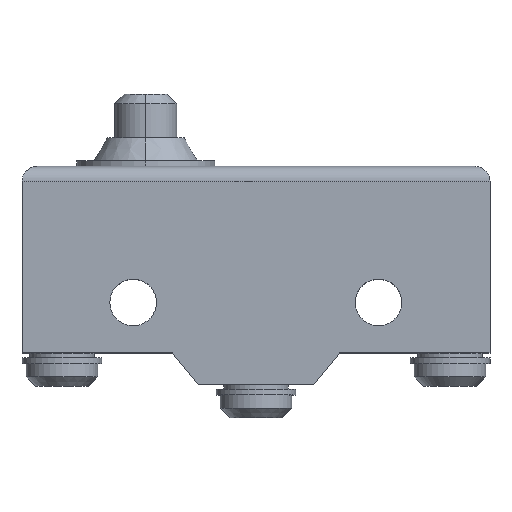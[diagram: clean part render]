
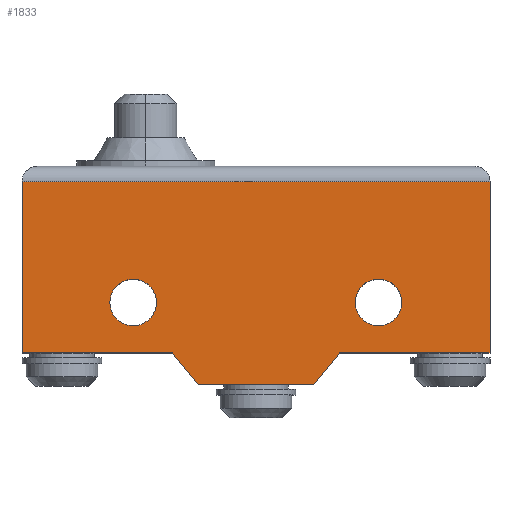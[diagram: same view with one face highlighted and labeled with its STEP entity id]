
A CAD part, top view. The second image highlights one B-rep face of the part: STEP entity #1833.
In plain terms, the highlighted planar face has unit normal (0, 0, 1).
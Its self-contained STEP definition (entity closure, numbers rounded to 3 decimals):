
#1490=CARTESIAN_POINT('',(11.686,7.766,17.5));
#1491=VERTEX_POINT('',#1490);
#1500=CARTESIAN_POINT('',(11.686,2.865,17.5));
#1501=VERTEX_POINT('',#1500);
#1502=CARTESIAN_POINT('',(11.686,5.316,17.5));
#1503=DIRECTION('',(0.0,0.0,1.0));
#1504=DIRECTION('',(0.0,1.0,0.0));
#1505=AXIS2_PLACEMENT_3D('',#1502,#1503,#1504);
#1506=CIRCLE('',#1505,2.45);
#1507=EDGE_CURVE('',#1491,#1501,#1506,.T.);
#1532=CARTESIAN_POINT('',(37.482,2.862,17.5));
#1533=VERTEX_POINT('',#1532);
#1542=CARTESIAN_POINT('',(37.482,7.77,17.5));
#1543=VERTEX_POINT('',#1542);
#1544=CARTESIAN_POINT('',(37.482,5.316,17.5));
#1545=DIRECTION('',(0.0,0.0,1.0));
#1546=DIRECTION('',(0.0,-1.0,0.0));
#1547=AXIS2_PLACEMENT_3D('',#1544,#1545,#1546);
#1548=CIRCLE('',#1547,2.454);
#1549=EDGE_CURVE('',#1533,#1543,#1548,.T.);
#1648=CARTESIAN_POINT('',(0.0,18.029,17.5));
#1649=VERTEX_POINT('',#1648);
#1674=CARTESIAN_POINT('',(49.2,18.029,17.5));
#1675=VERTEX_POINT('',#1674);
#1698=CARTESIAN_POINT('',(49.2,0.,17.5));
#1699=VERTEX_POINT('',#1698);
#1700=CARTESIAN_POINT('',(49.2,18.029,17.5));
#1701=DIRECTION('',(0.0,-1.0,0.0));
#1702=VECTOR('',#1701,18.029);
#1703=LINE('',#1700,#1702);
#1704=EDGE_CURVE('',#1675,#1699,#1703,.T.);
#1731=CARTESIAN_POINT('',(0.0,18.029,17.5));
#1732=DIRECTION('',(1.0,0.0,0.0));
#1733=VECTOR('',#1732,49.2);
#1734=LINE('',#1731,#1733);
#1735=EDGE_CURVE('',#1649,#1675,#1734,.T.);
#1740=CARTESIAN_POINT('',(24.6,9.211,17.5));
#1741=DIRECTION('',(0.0,0.0,1.0));
#1742=DIRECTION('',(1.0,0.0,0.0));
#1743=AXIS2_PLACEMENT_3D('',#1740,#1741,#1742);
#1744=PLANE('',#1743);
#1745=ORIENTED_EDGE('',*,*,#1735,.F.);
#1746=CARTESIAN_POINT('',(0.0,0.0,17.5));
#1747=VERTEX_POINT('',#1746);
#1748=CARTESIAN_POINT('',(0.0,0.0,17.5));
#1749=DIRECTION('',(0.0,1.0,0.0));
#1750=VECTOR('',#1749,18.029);
#1751=LINE('',#1748,#1750);
#1752=EDGE_CURVE('',#1747,#1649,#1751,.T.);
#1753=ORIENTED_EDGE('',*,*,#1752,.F.);
#1754=CARTESIAN_POINT('',(15.817,0.,17.5));
#1755=VERTEX_POINT('',#1754);
#1756=CARTESIAN_POINT('',(15.817,0.,17.5));
#1757=DIRECTION('',(-1.0,0.0,0.0));
#1758=VECTOR('',#1757,15.817);
#1759=LINE('',#1756,#1758);
#1760=EDGE_CURVE('',#1755,#1747,#1759,.T.);
#1761=ORIENTED_EDGE('',*,*,#1760,.F.);
#1762=CARTESIAN_POINT('',(18.528,-3.303,17.5));
#1763=VERTEX_POINT('',#1762);
#1764=CARTESIAN_POINT('',(18.528,-3.303,17.5));
#1765=DIRECTION('',(-0.634,0.773,0.0));
#1766=VECTOR('',#1765,4.273);
#1767=LINE('',#1764,#1766);
#1768=EDGE_CURVE('',#1763,#1755,#1767,.T.);
#1769=ORIENTED_EDGE('',*,*,#1768,.F.);
#1770=CARTESIAN_POINT('',(30.672,-3.303,17.5));
#1771=VERTEX_POINT('',#1770);
#1772=CARTESIAN_POINT('',(30.672,-3.303,17.5));
#1773=DIRECTION('',(-1.0,0.0,0.0));
#1774=VECTOR('',#1773,12.143);
#1775=LINE('',#1772,#1774);
#1776=EDGE_CURVE('',#1771,#1763,#1775,.T.);
#1777=ORIENTED_EDGE('',*,*,#1776,.F.);
#1778=CARTESIAN_POINT('',(33.384,0.,17.5));
#1779=VERTEX_POINT('',#1778);
#1780=CARTESIAN_POINT('',(33.384,0.,17.5));
#1781=DIRECTION('',(-0.635,-0.773,0.0));
#1782=VECTOR('',#1781,4.274);
#1783=LINE('',#1780,#1782);
#1784=EDGE_CURVE('',#1779,#1771,#1783,.T.);
#1785=ORIENTED_EDGE('',*,*,#1784,.F.);
#1786=CARTESIAN_POINT('',(49.2,0.,17.5));
#1787=DIRECTION('',(-1.0,0.0,0.0));
#1788=VECTOR('',#1787,15.816);
#1789=LINE('',#1786,#1788);
#1790=EDGE_CURVE('',#1699,#1779,#1789,.T.);
#1791=ORIENTED_EDGE('',*,*,#1790,.F.);
#1792=ORIENTED_EDGE('',*,*,#1704,.F.);
#1793=EDGE_LOOP('',(#1745,#1753,#1761,#1769,#1777,#1785,#1791,#1792));
#1794=FACE_OUTER_BOUND('',#1793,.T.);
#1795=CARTESIAN_POINT('',(14.137,5.316,17.5));
#1796=VERTEX_POINT('',#1795);
#1797=CARTESIAN_POINT('',(11.686,5.316,17.5));
#1798=DIRECTION('',(0.0,0.0,1.0));
#1799=DIRECTION('',(0.0,1.0,0.0));
#1800=AXIS2_PLACEMENT_3D('',#1797,#1798,#1799);
#1801=CIRCLE('',#1800,2.45);
#1802=EDGE_CURVE('',#1796,#1491,#1801,.T.);
#1803=ORIENTED_EDGE('',*,*,#1802,.F.);
#1804=CARTESIAN_POINT('',(11.686,5.316,17.5));
#1805=DIRECTION('',(0.0,0.0,1.0));
#1806=DIRECTION('',(0.0,1.0,0.0));
#1807=AXIS2_PLACEMENT_3D('',#1804,#1805,#1806);
#1808=CIRCLE('',#1807,2.45);
#1809=EDGE_CURVE('',#1501,#1796,#1808,.T.);
#1810=ORIENTED_EDGE('',*,*,#1809,.F.);
#1811=ORIENTED_EDGE('',*,*,#1507,.F.);
#1812=EDGE_LOOP('',(#1803,#1810,#1811));
#1813=FACE_BOUND('',#1812,.T.);
#1814=CARTESIAN_POINT('',(35.028,5.316,17.5));
#1815=VERTEX_POINT('',#1814);
#1816=CARTESIAN_POINT('',(37.482,5.316,17.5));
#1817=DIRECTION('',(0.0,0.0,1.0));
#1818=DIRECTION('',(0.0,-1.0,0.0));
#1819=AXIS2_PLACEMENT_3D('',#1816,#1817,#1818);
#1820=CIRCLE('',#1819,2.454);
#1821=EDGE_CURVE('',#1815,#1533,#1820,.T.);
#1822=ORIENTED_EDGE('',*,*,#1821,.F.);
#1823=CARTESIAN_POINT('',(37.482,5.316,17.5));
#1824=DIRECTION('',(0.0,0.0,1.0));
#1825=DIRECTION('',(0.0,-1.0,0.0));
#1826=AXIS2_PLACEMENT_3D('',#1823,#1824,#1825);
#1827=CIRCLE('',#1826,2.454);
#1828=EDGE_CURVE('',#1543,#1815,#1827,.T.);
#1829=ORIENTED_EDGE('',*,*,#1828,.F.);
#1830=ORIENTED_EDGE('',*,*,#1549,.F.);
#1831=EDGE_LOOP('',(#1822,#1829,#1830));
#1832=FACE_BOUND('',#1831,.T.);
#1833=ADVANCED_FACE('',(#1794,#1813,#1832),#1744,.T.);
